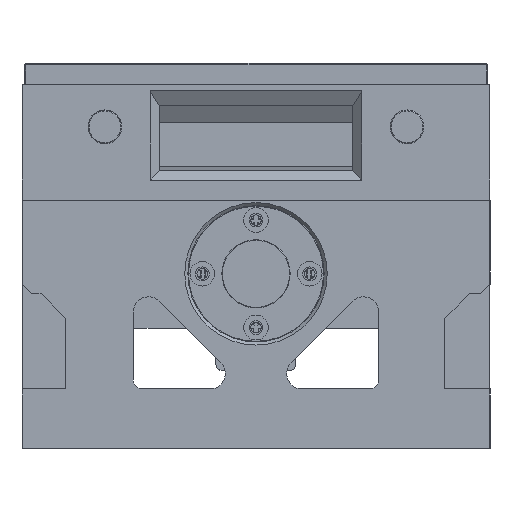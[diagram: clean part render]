
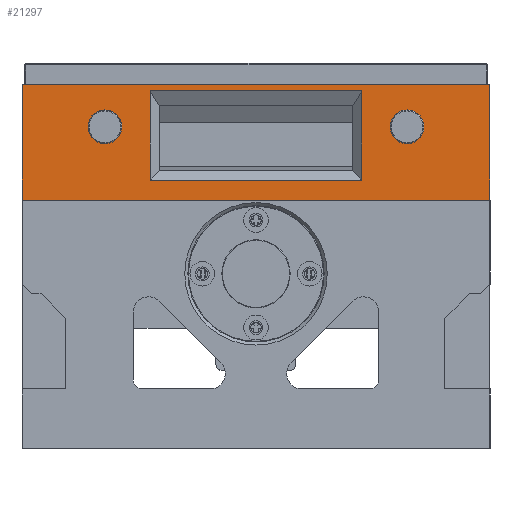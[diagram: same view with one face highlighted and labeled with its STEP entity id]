
A CAD part, left-side view. The second image highlights one B-rep face of the part: STEP entity #21297.
In plain terms, the highlighted planar face has unit normal (-1, 0, 0).
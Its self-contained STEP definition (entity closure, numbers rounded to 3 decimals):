
#143=FACE_BOUND('',#4496,.T.);
#144=FACE_BOUND('',#4497,.T.);
#145=FACE_BOUND('',#4498,.T.);
#2132=CIRCLE('',#22923,5.5);
#2133=CIRCLE('',#22924,5.5);
#2134=CIRCLE('',#22926,5.5);
#2135=CIRCLE('',#22927,5.5);
#3239=FACE_OUTER_BOUND('',#4495,.T.);
#4495=EDGE_LOOP('',(#17201,#17202,#17203,#17204));
#4496=EDGE_LOOP('',(#17205,#17206,#17207,#17208));
#4497=EDGE_LOOP('',(#17209,#17210));
#4498=EDGE_LOOP('',(#17211,#17212));
#6078=LINE('',#34090,#7892);
#6091=LINE('',#34114,#7905);
#6235=LINE('',#34448,#8049);
#6258=LINE('',#34532,#8072);
#6259=LINE('',#34536,#8073);
#6260=LINE('',#34538,#8074);
#6261=LINE('',#34540,#8075);
#6262=LINE('',#34541,#8076);
#7892=VECTOR('',#26756,37.7);
#7905=VECTOR('',#26773,37.7);
#8049=VECTOR('',#27127,152.45);
#8072=VECTOR('',#27236,152.45);
#8073=VECTOR('',#27239,29.026);
#8074=VECTOR('',#27240,69.);
#8075=VECTOR('',#27241,29.026);
#8076=VECTOR('',#27242,69.);
#9734=VERTEX_POINT('',#34087);
#9735=VERTEX_POINT('',#34089);
#9743=VERTEX_POINT('',#34111);
#9744=VERTEX_POINT('',#34113);
#9844=VERTEX_POINT('',#34499);
#9845=VERTEX_POINT('',#34501);
#9846=VERTEX_POINT('',#34505);
#9847=VERTEX_POINT('',#34507);
#9848=VERTEX_POINT('',#34534);
#9849=VERTEX_POINT('',#34535);
#9850=VERTEX_POINT('',#34537);
#9851=VERTEX_POINT('',#34539);
#12202=EDGE_CURVE('',#9735,#9734,#6078,.T.);
#12215=EDGE_CURVE('',#9743,#9744,#6091,.T.);
#12383=EDGE_CURVE('',#9744,#9734,#6235,.T.);
#12409=EDGE_CURVE('',#9844,#9845,#2132,.F.);
#12410=EDGE_CURVE('',#9845,#9844,#2133,.F.);
#12412=EDGE_CURVE('',#9846,#9847,#2134,.F.);
#12413=EDGE_CURVE('',#9847,#9846,#2135,.F.);
#12421=EDGE_CURVE('',#9743,#9735,#6258,.T.);
#12422=EDGE_CURVE('',#9848,#9849,#6259,.T.);
#12423=EDGE_CURVE('',#9849,#9850,#6260,.T.);
#12424=EDGE_CURVE('',#9850,#9851,#6261,.T.);
#12425=EDGE_CURVE('',#9851,#9848,#6262,.T.);
#17201=ORIENTED_EDGE('',*,*,#12215,.F.);
#17202=ORIENTED_EDGE('',*,*,#12421,.T.);
#17203=ORIENTED_EDGE('',*,*,#12202,.T.);
#17204=ORIENTED_EDGE('',*,*,#12383,.F.);
#17205=ORIENTED_EDGE('',*,*,#12422,.T.);
#17206=ORIENTED_EDGE('',*,*,#12423,.T.);
#17207=ORIENTED_EDGE('',*,*,#12424,.T.);
#17208=ORIENTED_EDGE('',*,*,#12425,.T.);
#17209=ORIENTED_EDGE('',*,*,#12410,.F.);
#17210=ORIENTED_EDGE('',*,*,#12409,.F.);
#17211=ORIENTED_EDGE('',*,*,#12413,.F.);
#17212=ORIENTED_EDGE('',*,*,#12412,.F.);
#20546=PLANE('',#22943);
#21297=ADVANCED_FACE('',(#3239,#143,#144,#145),#20546,.F.);
#22923=AXIS2_PLACEMENT_3D('',#34502,#27188,#27189);
#22924=AXIS2_PLACEMENT_3D('',#34503,#27190,#27191);
#22926=AXIS2_PLACEMENT_3D('',#34508,#27195,#27196);
#22927=AXIS2_PLACEMENT_3D('',#34509,#27197,#27198);
#22943=AXIS2_PLACEMENT_3D('',#34533,#27237,#27238);
#26756=DIRECTION('',(0.,0.,1.));
#26773=DIRECTION('',(0.,0.,1.));
#27127=DIRECTION('',(0.,-1.,0.));
#27188=DIRECTION('center_axis',(1.,0.,0.));
#27189=DIRECTION('ref_axis',(0.,0.,
1.));
#27190=DIRECTION('center_axis',(1.,0.,0.));
#27191=DIRECTION('ref_axis',(0.,0.,
1.));
#27195=DIRECTION('center_axis',(1.,0.,0.));
#27196=DIRECTION('ref_axis',(0.,0.,
1.));
#27197=DIRECTION('center_axis',(1.,0.,0.));
#27198=DIRECTION('ref_axis',(0.,0.,
1.));
#27236=DIRECTION('',(0.,-1.,0.));
#27237=DIRECTION('center_axis',(1.,0.,0.));
#27238=DIRECTION('ref_axis',(0.,1.,0.));
#27239=DIRECTION('',(0.,0.,1.));
#27240=DIRECTION('',(0.,-1.,0.));
#27241=DIRECTION('',(0.,0.,-1.));
#27242=DIRECTION('',(0.,1.,0.));
#34087=CARTESIAN_POINT('',(-59.063,-76.225,118.7));
#34089=CARTESIAN_POINT('',(-59.063,-76.225,81.));
#34090=CARTESIAN_POINT('',(-59.063,-76.225,81.));
#34111=CARTESIAN_POINT('',(-59.063,76.225,81.));
#34113=CARTESIAN_POINT('',(-59.063,76.225,118.7));
#34114=CARTESIAN_POINT('',(-59.063,76.225,81.));
#34448=CARTESIAN_POINT('',(-59.063,76.225,118.7));
#34499=CARTESIAN_POINT('',(-59.063,-43.713,104.876));
#34501=CARTESIAN_POINT('',(-59.063,-49.213,110.376));
#34502=CARTESIAN_POINT('Origin',(-59.063,-49.213,104.876));
#34503=CARTESIAN_POINT('Origin',(-59.063,-49.213,104.876));
#34505=CARTESIAN_POINT('',(-59.063,54.713,104.876));
#34507=CARTESIAN_POINT('',(-59.063,49.213,110.376));
#34508=CARTESIAN_POINT('Origin',(-59.063,49.213,104.876));
#34509=CARTESIAN_POINT('Origin',(-59.063,49.213,104.876));
#34532=CARTESIAN_POINT('',(-59.063,76.225,81.));
#34533=CARTESIAN_POINT('Origin',(-59.063,76.225,131.));
#34534=CARTESIAN_POINT('',(-59.063,34.5,87.543));
#34535=CARTESIAN_POINT('',(-59.063,34.5,116.569));
#34536=CARTESIAN_POINT('',(-59.063,34.5,87.543));
#34537=CARTESIAN_POINT('',(-59.063,-34.5,116.569));
#34538=CARTESIAN_POINT('',(-59.063,34.5,116.569));
#34539=CARTESIAN_POINT('',(-59.063,-34.5,87.543));
#34540=CARTESIAN_POINT('',(-59.063,-34.5,116.569));
#34541=CARTESIAN_POINT('',(-59.063,-34.5,87.543));
